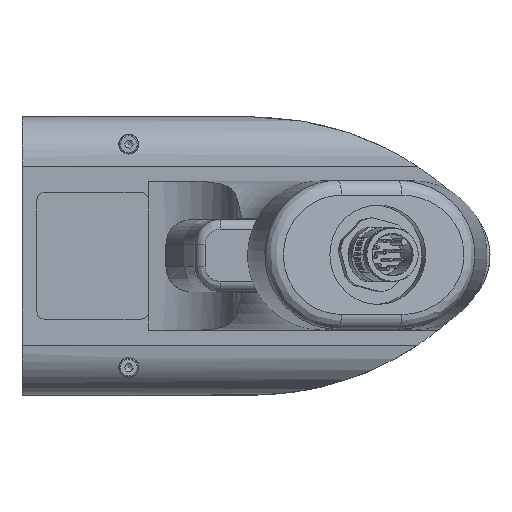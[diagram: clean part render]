
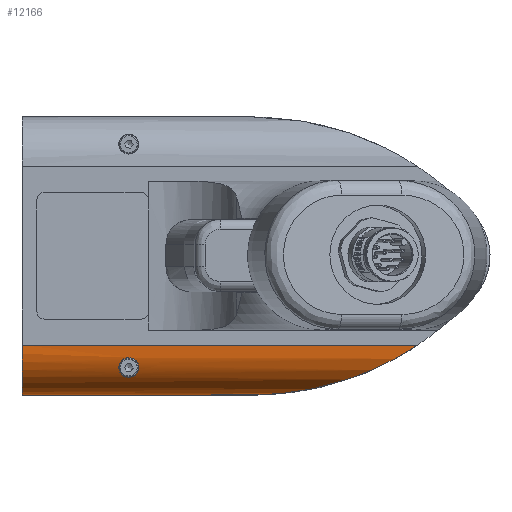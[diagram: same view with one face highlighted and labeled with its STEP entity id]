
A CAD part, top view. The second image highlights one B-rep face of the part: STEP entity #12166.
In plain terms, the highlighted cylindrical face has radius 10 mm (diameter 20 mm), a partial arc.
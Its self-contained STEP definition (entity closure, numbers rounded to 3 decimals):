
#311=FACE_BOUND('',#2025,.T.);
#422=CYLINDRICAL_SURFACE('',#13014,10.);
#542=B_SPLINE_CURVE_WITH_KNOTS('',3,(#17910,#17911,#17912,#17913,#17914,
#17915,#17916,#17917,#17918,#17919,#17920,#17921,#17922,#17923,#17924,#17925,
#17926,#17927,#17928,#17929,#17930,#17931,#17932,#17933,#17934,#17935,#17936,
#17937,#17938,#17939,#17940,#17941,#17942,#17943),.UNSPECIFIED.,.T.,.F.,
(4,2,2,2,2,2,2,2,2,2,2,2,2,2,2,2,4),(0.,0.075,0.15,
0.231,0.313,0.403,0.492,
0.568,0.644,0.72,0.796,
0.886,0.975,1.057,1.139,1.214,
1.289),.UNSPECIFIED.);
#545=B_SPLINE_CURVE_WITH_KNOTS('',3,(#18006,#18007,#18008,#18009,#18010,
#18011,#18012,#18013,#18014,#18015),.UNSPECIFIED.,.F.,.F.,(4,2,2,2,4),(7.43,
8.311,9.193,10.075,10.957),
 .UNSPECIFIED.);
#869=CIRCLE('',#12928,10.);
#1239=FACE_OUTER_BOUND('',#2024,.T.);
#2024=EDGE_LOOP('',(#8400,#8401,#8402,#8403));
#2025=EDGE_LOOP('',(#8404));
#2891=LINE('',#17183,#3941);
#2894=LINE('',#17191,#3944);
#3941=VECTOR('',#14271,79.666);
#3944=VECTOR('',#14278,46.5);
#4960=VERTEX_POINT('',#17076);
#4961=VERTEX_POINT('',#17078);
#5002=VERTEX_POINT('',#17182);
#5005=VERTEX_POINT('',#17190);
#5183=VERTEX_POINT('',#17909);
#6150=EDGE_CURVE('',#4960,#4961,#869,.T.);
#6201=EDGE_CURVE('',#4961,#5002,#2891,.T.);
#6205=EDGE_CURVE('',#4960,#5005,#2894,.T.);
#6385=EDGE_CURVE('',#5183,#5183,#542,.T.);
#6393=EDGE_CURVE('',#5002,#5005,#545,.T.);
#8400=ORIENTED_EDGE('',*,*,#6393,.F.);
#8401=ORIENTED_EDGE('',*,*,#6201,.F.);
#8402=ORIENTED_EDGE('',*,*,#6150,.F.);
#8403=ORIENTED_EDGE('',*,*,#6205,.T.);
#8404=ORIENTED_EDGE('',*,*,#6385,.T.);
#12166=ADVANCED_FACE('',(#1239,#311),#422,.T.);
#12928=AXIS2_PLACEMENT_3D('',#17079,#14175,#14176);
#13014=AXIS2_PLACEMENT_3D('',#18384,#14541,#14542);
#14175=DIRECTION('center_axis',(-1.,0.,0.));
#14176=DIRECTION('ref_axis',(0.,-1.,0.));
#14271=DIRECTION('',(1.,0.,0.));
#14278=DIRECTION('',(1.,0.,0.));
#14541=DIRECTION('center_axis',(1.,0.,0.));
#14542=DIRECTION('ref_axis',(0.,1.,0.));
#17076=CARTESIAN_POINT('',(0.,-47.906,39.));
#17078=CARTESIAN_POINT('',(0.,-37.906,49.));
#17079=CARTESIAN_POINT('Origin',(0.,-37.906,
39.));
#17182=CARTESIAN_POINT('',(79.666,-37.906,49.));
#17183=CARTESIAN_POINT('',(1.5,-37.906,49.));
#17190=CARTESIAN_POINT('',(46.5,-47.906,39.));
#17191=CARTESIAN_POINT('',(1.5,-47.906,39.));
#17909=CARTESIAN_POINT('',(21.5,-40.406,48.682));
#17910=CARTESIAN_POINT('Ctrl Pts',(21.5,-40.406,48.682));
#17911=CARTESIAN_POINT('Ctrl Pts',(21.749,-40.406,48.682));
#17912=CARTESIAN_POINT('Ctrl Pts',(22.015,-40.456,48.67));
#17913=CARTESIAN_POINT('Ctrl Pts',(22.502,-40.656,48.615));
#17914=CARTESIAN_POINT('Ctrl Pts',(22.723,-40.806,48.572));
#17915=CARTESIAN_POINT('Ctrl Pts',(23.087,-41.161,48.457));
#17916=CARTESIAN_POINT('Ctrl Pts',(23.247,-41.395,48.376));
#17917=CARTESIAN_POINT('Ctrl Pts',(23.453,-41.896,48.173));
#17918=CARTESIAN_POINT('Ctrl Pts',(23.5,-42.163,48.053));
#17919=CARTESIAN_POINT('Ctrl Pts',(23.5,-42.673,47.796));
#17920=CARTESIAN_POINT('Ctrl Pts',(23.444,-42.951,47.64));
#17921=CARTESIAN_POINT('Ctrl Pts',(23.224,-43.458,47.323));
#17922=CARTESIAN_POINT('Ctrl Pts',(23.059,-43.687,47.163));
#17923=CARTESIAN_POINT('Ctrl Pts',(22.7,-44.023,46.914));
#17924=CARTESIAN_POINT('Ctrl Pts',(22.489,-44.163,46.802));
#17925=CARTESIAN_POINT('Ctrl Pts',(22.017,-44.355,46.644));
#17926=CARTESIAN_POINT('Ctrl Pts',(21.754,-44.406,46.599));
#17927=CARTESIAN_POINT('Ctrl Pts',(21.246,-44.406,46.599));
#17928=CARTESIAN_POINT('Ctrl Pts',(20.983,-44.355,46.644));
#17929=CARTESIAN_POINT('Ctrl Pts',(20.511,-44.163,46.802));
#17930=CARTESIAN_POINT('Ctrl Pts',(20.3,-44.023,46.914));
#17931=CARTESIAN_POINT('Ctrl Pts',(19.941,-43.687,47.163));
#17932=CARTESIAN_POINT('Ctrl Pts',(19.776,-43.458,47.323));
#17933=CARTESIAN_POINT('Ctrl Pts',(19.556,-42.951,47.64));
#17934=CARTESIAN_POINT('Ctrl Pts',(19.5,-42.673,47.796));
#17935=CARTESIAN_POINT('Ctrl Pts',(19.5,-42.163,48.053));
#17936=CARTESIAN_POINT('Ctrl Pts',(19.547,-41.896,48.173));
#17937=CARTESIAN_POINT('Ctrl Pts',(19.753,-41.395,48.376));
#17938=CARTESIAN_POINT('Ctrl Pts',(19.913,-41.161,48.457));
#17939=CARTESIAN_POINT('Ctrl Pts',(20.277,-40.806,48.572));
#17940=CARTESIAN_POINT('Ctrl Pts',(20.498,-40.656,48.615));
#17941=CARTESIAN_POINT('Ctrl Pts',(20.985,-40.456,48.67));
#17942=CARTESIAN_POINT('Ctrl Pts',(21.251,-40.406,48.682));
#17943=CARTESIAN_POINT('Ctrl Pts',(21.5,-40.406,48.682));
#18006=CARTESIAN_POINT('Ctrl Pts',(79.666,-37.906,49.));
#18007=CARTESIAN_POINT('Ctrl Pts',(77.217,-39.531,49.));
#18008=CARTESIAN_POINT('Ctrl Pts',(74.619,-40.993,48.615));
#18009=CARTESIAN_POINT('Ctrl Pts',(69.21,-43.523,47.392));
#18010=CARTESIAN_POINT('Ctrl Pts',(66.4,-44.588,46.55));
#18011=CARTESIAN_POINT('Ctrl Pts',(60.691,-46.28,44.615));
#18012=CARTESIAN_POINT('Ctrl Pts',(57.792,-46.905,43.523));
#18013=CARTESIAN_POINT('Ctrl Pts',(52.057,-47.719,41.27));
#18014=CARTESIAN_POINT('Ctrl Pts',(49.221,-47.906,40.111));
#18015=CARTESIAN_POINT('Ctrl Pts',(46.5,-47.906,39.));
#18384=CARTESIAN_POINT('Origin',(1.5,-37.906,39.));
